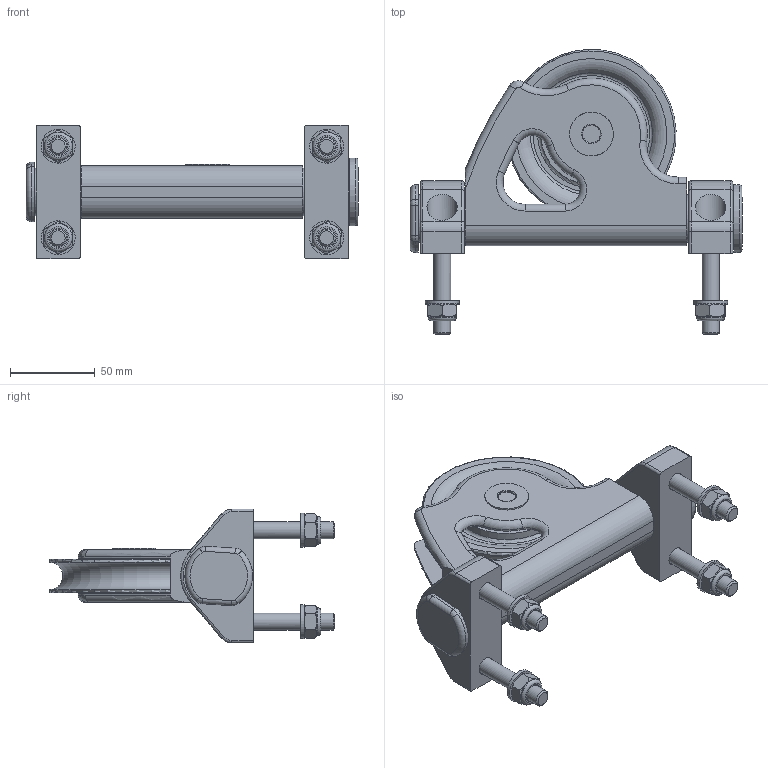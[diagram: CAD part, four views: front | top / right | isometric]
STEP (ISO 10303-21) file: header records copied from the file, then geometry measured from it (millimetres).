
FILE_DESCRIPTION(/* description */ (''),/* implementation_level */ '2;1');
FILE_NAME(/* name */ '01021.stp',/* time_stamp */ '2017-01-02T11:29:14+01:00',/* author */ ('nicola'),/* organization */ (''),/* preprocessor_version */ 'ST-DEVELOPER v16.5',/* originating_system */ 'Autodesk Inventor 2017',/* authorisation */ '');
FILE_SCHEMA (('AUTOMOTIVE_DESIGN { 1 0 10303 214 3 1 1 }'));
Length unit declared in the file: millimetre
Products named in the file (1): 01021
Bounding box: 196 x 168.37 x 79 mm (x, y, z)
Volume: 388046.8 mm3; surface area: 109479.4 mm2
Topology: 3 solids, 4 shells, 351 faces, 825 edges, 527 vertices
Faces by surface type: plane 151, cylinder 119, torus 65, cone 8, bspline 8
Full cylindrical faces by diameter (mm): 3.242 x1, 10 x8, 11 x8, 11.2 x4, 15.6 x4, 16.5 x4, 17.9 x4, 18 x5, 20 x4, 25.9 x1, 28 x2, 28.2 x2, 40 x1, 59.721 x2
Entity records: 10221 total; most frequent: CARTESIAN_POINT 2624, DIRECTION 1641, ORIENTED_EDGE 1406, EDGE_CURVE 703, AXIS2_PLACEMENT_3D 693, EDGE_LOOP 497, VERTEX_POINT 490, FACE_OUTER_BOUND 351
